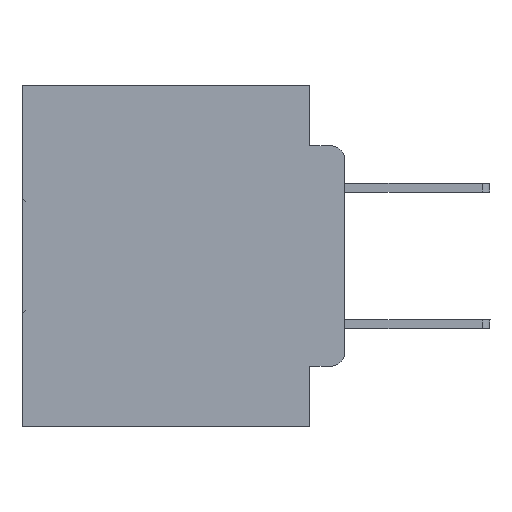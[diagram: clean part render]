
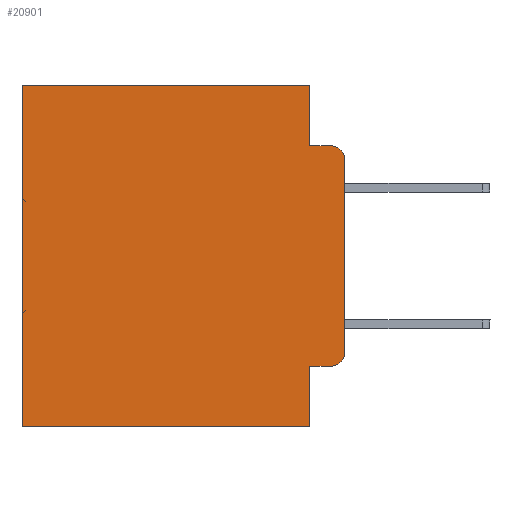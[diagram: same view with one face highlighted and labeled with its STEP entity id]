
A CAD part, left-side view. The second image highlights one B-rep face of the part: STEP entity #20901.
In plain terms, the highlighted planar face has unit normal (-1, 0, 0).
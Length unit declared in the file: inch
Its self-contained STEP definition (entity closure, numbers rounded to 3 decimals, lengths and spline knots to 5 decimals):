
#113 = CARTESIAN_POINT ( 'NONE',  ( 0.298, 0.02, -0.4115 ) ) ;
#196 = EDGE_CURVE ( 'NONE', #21119, #29843, #9968, .T. ) ;
#621 = LINE ( 'NONE', #14528, #30400 ) ;
#622 = VECTOR ( 'NONE', #3855, 39.37008 ) ;
#659 = DIRECTION ( 'NONE',  ( 0., 0., -1. ) ) ;
#955 = VECTOR ( 'NONE', #28442, 39.37008 ) ;
#1292 = AXIS2_PLACEMENT_3D ( 'NONE', #18808, #32164, #659 ) ;
#2037 = CARTESIAN_POINT ( 'NONE',  ( 0.298, 0.051, -0.4115 ) ) ;
#2623 = CARTESIAN_POINT ( 'NONE',  ( 0.298, 0.473, 0. ) ) ;
#2785 = FACE_OUTER_BOUND ( 'NONE', #18810, .T. ) ;
#3427 = EDGE_CURVE ( 'NONE', #33337, #5567, #13280, .T. ) ;
#3636 = AXIS2_PLACEMENT_3D ( 'NONE', #21321, #31673, #32032 ) ;
#3855 = DIRECTION ( 'NONE',  ( 0., 0., -1. ) ) ;
#4193 = LINE ( 'NONE', #33058, #622 ) ;
#4386 = VECTOR ( 'NONE', #15733, 39.37008 ) ;
#4952 = VERTEX_POINT ( 'NONE', #2623 ) ;
#5305 = LINE ( 'NONE', #10248, #20470 ) ;
#5312 = VECTOR ( 'NONE', #12599, 39.37008 ) ;
#5376 = EDGE_CURVE ( 'NONE', #9661, #21119, #21236, .T. ) ;
#5513 = CARTESIAN_POINT ( 'NONE',  ( 0.298, 0.02, -0.0885 ) ) ;
#5567 = VERTEX_POINT ( 'NONE', #113 ) ;
#5871 = CIRCLE ( 'NONE', #3636, 0.02 ) ;
#7127 = DIRECTION ( 'NONE',  ( 0., -1., 0. ) ) ;
#7615 = EDGE_CURVE ( 'NONE', #33337, #24384, #7988, .T. ) ;
#7988 = LINE ( 'NONE', #31553, #4386 ) ;
#8118 = CARTESIAN_POINT ( 'NONE',  ( 0.298, 0.02, -0.1085 ) ) ;
#9411 = CIRCLE ( 'NONE', #15593, 0.02 ) ;
#9661 = VERTEX_POINT ( 'NONE', #28233 ) ;
#9847 = ORIENTED_EDGE ( 'NONE', *, *, #7615, .F. ) ;
#9968 = LINE ( 'NONE', #31432, #5312 ) ;
#10248 = CARTESIAN_POINT ( 'NONE',  ( 0.298, 0., 0. ) ) ;
#10994 = CARTESIAN_POINT ( 'NONE',  ( 0.298, 0., -0.3915 ) ) ;
#11704 = DIRECTION ( 'NONE',  ( 0., 1., 0. ) ) ;
#11890 = EDGE_CURVE ( 'NONE', #4952, #21657, #4193, .T. ) ;
#12041 = CARTESIAN_POINT ( 'NONE',  ( 0.298, 0., -0.1085 ) ) ;
#12599 = DIRECTION ( 'NONE',  ( 0., -1., 0. ) ) ;
#12629 = VECTOR ( 'NONE', #19185, 39.37008 ) ;
#12726 = CARTESIAN_POINT ( 'NONE',  ( 0.298, 0.473, -0.5 ) ) ;
#13105 = EDGE_CURVE ( 'NONE', #24384, #21657, #28414, .T. ) ;
#13280 = LINE ( 'NONE', #2037, #28626 ) ;
#14528 = CARTESIAN_POINT ( 'NONE',  ( 0.298, 0., 0. ) ) ;
#14712 = CARTESIAN_POINT ( 'NONE',  ( 0.298, 0., -0.5 ) ) ;
#15593 = AXIS2_PLACEMENT_3D ( 'NONE', #8118, #34153, #29232 ) ;
#15733 = DIRECTION ( 'NONE',  ( 0., 0., -1. ) ) ;
#16744 = ORIENTED_EDGE ( 'NONE', *, *, #22126, .T. ) ;
#17895 = CARTESIAN_POINT ( 'NONE',  ( 0.298, 0.051, -0.0885 ) ) ;
#18128 = ORIENTED_EDGE ( 'NONE', *, *, #32764, .F. ) ;
#18286 = ORIENTED_EDGE ( 'NONE', *, *, #11890, .T. ) ;
#18318 = ORIENTED_EDGE ( 'NONE', *, *, #3427, .T. ) ;
#18808 = CARTESIAN_POINT ( 'NONE',  ( 0.298, 0., 0. ) ) ;
#18810 = EDGE_LOOP ( 'NONE', ( #18128, #18904, #20162, #31381, #34321, #18286, #33891, #9847, #18318, #16744 ) ) ;
#18904 = ORIENTED_EDGE ( 'NONE', *, *, #27028, .T. ) ;
#19185 = DIRECTION ( 'NONE',  ( 0., 1., 0. ) ) ;
#20162 = ORIENTED_EDGE ( 'NONE', *, *, #196, .F. ) ;
#20470 = VECTOR ( 'NONE', #24296, 39.37008 ) ;
#20901 = ADVANCED_FACE ( 'NONE', ( #2785 ), #29695, .F. ) ;
#21119 = VERTEX_POINT ( 'NONE', #17895 ) ;
#21236 = LINE ( 'NONE', #34413, #955 ) ;
#21321 = CARTESIAN_POINT ( 'NONE',  ( 0.298, 0.02, -0.3915 ) ) ;
#21657 = VERTEX_POINT ( 'NONE', #12726 ) ;
#22126 = EDGE_CURVE ( 'NONE', #5567, #28500, #5871, .T. ) ;
#23682 = CARTESIAN_POINT ( 'NONE',  ( 0.298, 0.051, -0.5 ) ) ;
#24296 = DIRECTION ( 'NONE',  ( 0., 0., -1. ) ) ;
#24384 = VERTEX_POINT ( 'NONE', #23682 ) ;
#25074 = VERTEX_POINT ( 'NONE', #12041 ) ;
#27028 = EDGE_CURVE ( 'NONE', #25074, #29843, #9411, .T. ) ;
#28233 = CARTESIAN_POINT ( 'NONE',  ( 0.298, 0.051, 0. ) ) ;
#28414 = LINE ( 'NONE', #14712, #12629 ) ;
#28442 = DIRECTION ( 'NONE',  ( 0., 0., -1. ) ) ;
#28500 = VERTEX_POINT ( 'NONE', #10994 ) ;
#28626 = VECTOR ( 'NONE', #7127, 39.37008 ) ;
#29232 = DIRECTION ( 'NONE',  ( 0., 0., -1. ) ) ;
#29695 = PLANE ( 'NONE',  #1292 ) ;
#29843 = VERTEX_POINT ( 'NONE', #5513 ) ;
#30400 = VECTOR ( 'NONE', #11704, 39.37008 ) ;
#30619 = EDGE_CURVE ( 'NONE', #9661, #4952, #621, .T. ) ;
#31381 = ORIENTED_EDGE ( 'NONE', *, *, #5376, .F. ) ;
#31432 = CARTESIAN_POINT ( 'NONE',  ( 0.298, 0.051, -0.0885 ) ) ;
#31553 = CARTESIAN_POINT ( 'NONE',  ( 0.298, 0.051, 0. ) ) ;
#31673 = DIRECTION ( 'NONE',  ( -1., 0., 0. ) ) ;
#32032 = DIRECTION ( 'NONE',  ( 0., 0., -1. ) ) ;
#32164 = DIRECTION ( 'NONE',  ( 1., 0., 0. ) ) ;
#32764 = EDGE_CURVE ( 'NONE', #25074, #28500, #5305, .T. ) ;
#33058 = CARTESIAN_POINT ( 'NONE',  ( 0.298, 0.473, 0. ) ) ;
#33337 = VERTEX_POINT ( 'NONE', #33877 ) ;
#33877 = CARTESIAN_POINT ( 'NONE',  ( 0.298, 0.051, -0.4115 ) ) ;
#33891 = ORIENTED_EDGE ( 'NONE', *, *, #13105, .F. ) ;
#34153 = DIRECTION ( 'NONE',  ( -1., 0., 0. ) ) ;
#34321 = ORIENTED_EDGE ( 'NONE', *, *, #30619, .T. ) ;
#34413 = CARTESIAN_POINT ( 'NONE',  ( 0.298, 0.051, 0. ) ) ;
